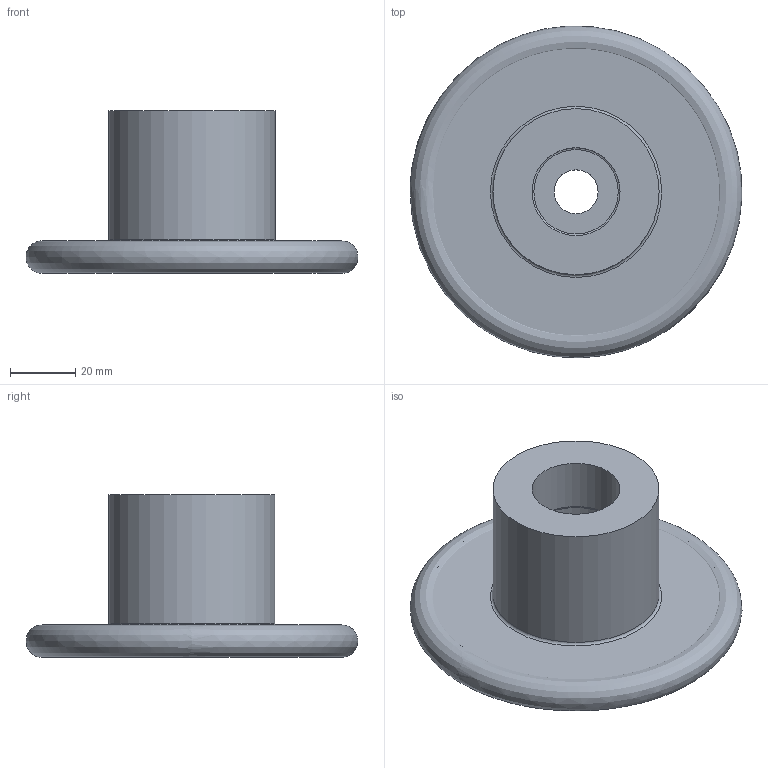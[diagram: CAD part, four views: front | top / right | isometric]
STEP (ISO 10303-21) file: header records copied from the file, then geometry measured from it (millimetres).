
FILE_DESCRIPTION(/* description */ (''),/* implementation_level */ '2;1');
FILE_NAME(/* name */ '1699604911759.stp',/* time_stamp */ '2023-11-10T13:58:48+05:00',/* author */ (''),/* organization */ ('SMS'),/* preprocessor_version */ 'ST-DEVELOPER v16.7',/* originating_system */ 'SIEMENS PLM Software NX 12.0',/* authorisation */ '');
FILE_SCHEMA (('AUTOMOTIVE_DESIGN { 1 0 10303 214 3 1 1 1 }'));
Length unit declared in the file: millimetre
Products named in the file (4): 204999633mod000_00; ASSEMBLY_CONSTRUCTION; 204999669mod000_00; 204999667mod000_00
Assembly tree (3 placements, depth 2):
  204999667mod000_00
    204999669mod000_00
    ASSEMBLY_CONSTRUCTION
    204999633mod000_00
Bounding box: 101.92 x 101.87 x 50 mm (x, y, z)
Volume: 153599.1 mm3; surface area: 35726 mm2
Topology: 2 solids, 2 shells, 17 faces, 33 edges, 36 vertices
Faces by surface type: plane 5, cylinder 5, torus 4, revolution 1, cone 1, bspline 1
Full cylindrical faces by diameter (mm): 13.5 x1, 20 x1, 27.011 x1, 27.5 x1, 51 x1
Entity records: 3160 total; most frequent: CARTESIAN_POINT 2603, DIRECTION 101, AXIS2_PLACEMENT_3D 50, FACE_BOUND 33, EDGE_LOOP 32, ORIENTED_EDGE 32, STYLED_ITEM 32, PRESENTATION_STYLE_ASSIGNMENT 32
